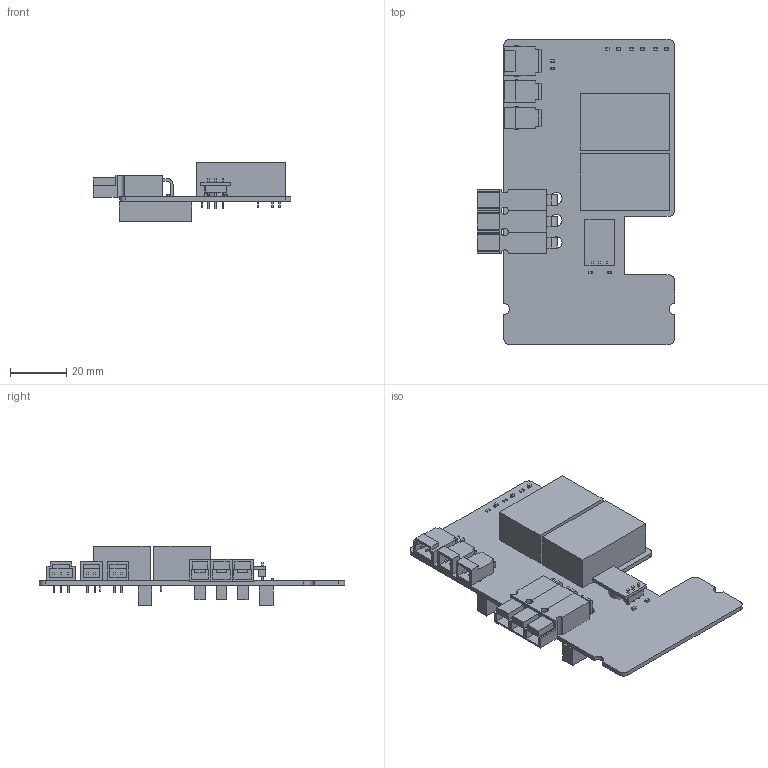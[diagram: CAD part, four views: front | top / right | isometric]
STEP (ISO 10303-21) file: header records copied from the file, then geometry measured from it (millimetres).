
FILE_DESCRIPTION(('KiCad electronic assembly'),'2;1');
FILE_NAME('LightingBoard_Hardware.step','2019-02-15T16:09:27',( 'An Author'),('A Company'),'Open CASCADE STEP processor 6.8', 'KiCad to STEP converter','Unknown');
FILE_SCHEMA(('AUTOMOTIVE_DESIGN_CC2 { 1 2 10303 214 -1 1 5 4 }'));
Length unit declared in the file: millimetre
Products named in the file (20): Open CASCADE STEP translator 6.8 1; Anderson_3_Horizontal_Side_by_Side; COMPOUND; 2x20_SMD_Header; LDD1500L; SOLID; C_0603_1608Metric; Molex_SL_02_Horizontal; Molex_SL_03_Horizontal; LED_0603_1608Metric; R_0603_1608Metric; OKI
Assembly tree (29 placements, depth 3):
  Open CASCADE STEP translator 6.8 1
    Anderson_3_Horizontal_Side_by_Side
      COMPOUND
    2x20_SMD_Header  x2
      COMPOUND
    LDD1500L  x2
      SOLID
    C_0603_1608Metric  x3
      SOLID
    Molex_SL_02_Horizontal  x2
      SOLID
    Molex_SL_03_Horizontal
      SOLID
    LED_0603_1608Metric  x3
      SOLID
    R_0603_1608Metric  x4
      SOLID
    OKI
      SOLID
    COMPOUND
Bounding box: 70.38 x 108.84 x 21.21 mm (x, y, z)
Volume: 32651.8 mm3; surface area: 26760.4 mm2
Topology: 62 solids, 64 shells, 1352 faces, 3221 edges, 2086 vertices
Faces by surface type: plane 1184, cylinder 168
Full cylindrical faces by diameter (mm): 0.508 x18, 0.762 x7, 0.889 x3, 1 x18, 3.45 x6, 4.06 x3, 7.874 x1
Entity records: 53816 total; most frequent: CARTESIAN_POINT 12633, DIRECTION 6789, LINE 4782, VECTOR 4782, ORIENTED_EDGE 3588, PCURVE 3584, DEFINITIONAL_REPRESENTATION 3584, EDGE_CURVE 1792
